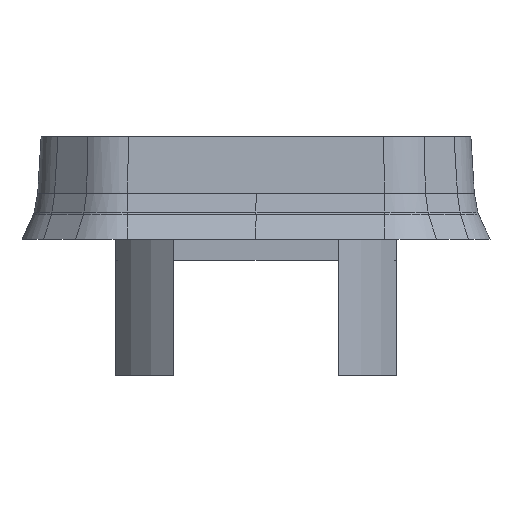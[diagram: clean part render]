
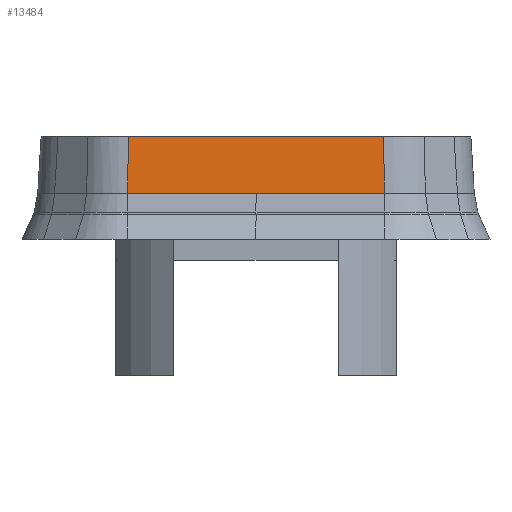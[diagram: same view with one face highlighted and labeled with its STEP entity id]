
A CAD part, left-side view. The second image highlights one B-rep face of the part: STEP entity #13484.
In plain terms, the highlighted planar face has unit normal (0.998, 0, -0.061).
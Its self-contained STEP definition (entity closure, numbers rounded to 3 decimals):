
#13465=AXIS2_PLACEMENT_3D('Plane Axis2P3D',#13462,#13463,#13464) ;
#7872=CARTESIAN_POINT('Vertex',(-39.119,-23.176,54.)) ;
#7875=CARTESIAN_POINT('Line Origine',(-39.119,0.,54.)) ;
#7879=CARTESIAN_POINT('Vertex',(-39.119,23.176,54.)) ;
#8869=CARTESIAN_POINT('Vertex',(-39.749,-23.437,43.7)) ;
#8872=CARTESIAN_POINT('Line Origine',(-39.425,-23.303,49.)) ;
#13462=CARTESIAN_POINT('Axis2P3D Location',(-39.731,0.,44.)) ;
#13467=CARTESIAN_POINT('Line Origine',(-39.749,9.987,43.7)) ;
#13471=CARTESIAN_POINT('Vertex',(-39.749,23.437,43.7)) ;
#13475=CARTESIAN_POINT('Control Point',(-39.749,23.437,43.7)) ;
#13476=CARTESIAN_POINT('Control Point',(-39.119,23.176,54.)) ;
#7876=DIRECTION('Vector Direction',(0.,-1.,0.)) ;
#8873=DIRECTION('Vector Direction',(-0.061,-0.025,-0.998)) ;
#13463=DIRECTION('Axis2P3D Direction',(-0.998,0.,0.061)) ;
#13464=DIRECTION('Axis2P3D XDirection',(0.,1.,0.)) ;
#13468=DIRECTION('Vector Direction',(0.,1.,0.)) ;
#7877=VECTOR('Line Direction',#7876,1.) ;
#8874=VECTOR('Line Direction',#8873,1.) ;
#13469=VECTOR('Line Direction',#13468,1.) ;
#13479=ORIENTED_EDGE('',*,*,#8876,.F.) ;
#13480=ORIENTED_EDGE('',*,*,#13473,.F.) ;
#13481=ORIENTED_EDGE('',*,*,#13477,.T.) ;
#13482=ORIENTED_EDGE('',*,*,#7881,.F.) ;
#13484=ADVANCED_FACE('Surface.3',(#13483),#13466,.F.) ;
#13474=B_SPLINE_CURVE_WITH_KNOTS('',1,(#13475,#13476),.UNSPECIFIED.,.F.,.U.,(2,2),(-5.312,5.011),.UNSPECIFIED.) ;
#7881=EDGE_CURVE('',#7873,#7880,#7878,.F.) ;
#8876=EDGE_CURVE('',#8870,#7873,#8875,.F.) ;
#13473=EDGE_CURVE('',#13472,#8870,#13470,.F.) ;
#13477=EDGE_CURVE('',#13472,#7880,#13474,.T.) ;
#13478=EDGE_LOOP('',(#13479,#13480,#13481,#13482)) ;
#13483=FACE_OUTER_BOUND('',#13478,.T.) ;
#7878=LINE('Line',#7875,#7877) ;
#8875=LINE('Line',#8872,#8874) ;
#13470=LINE('Line',#13467,#13469) ;
#13466=PLANE('',#13465) ;
#7873=VERTEX_POINT('',#7872) ;
#7880=VERTEX_POINT('',#7879) ;
#8870=VERTEX_POINT('',#8869) ;
#13472=VERTEX_POINT('',#13471) ;
